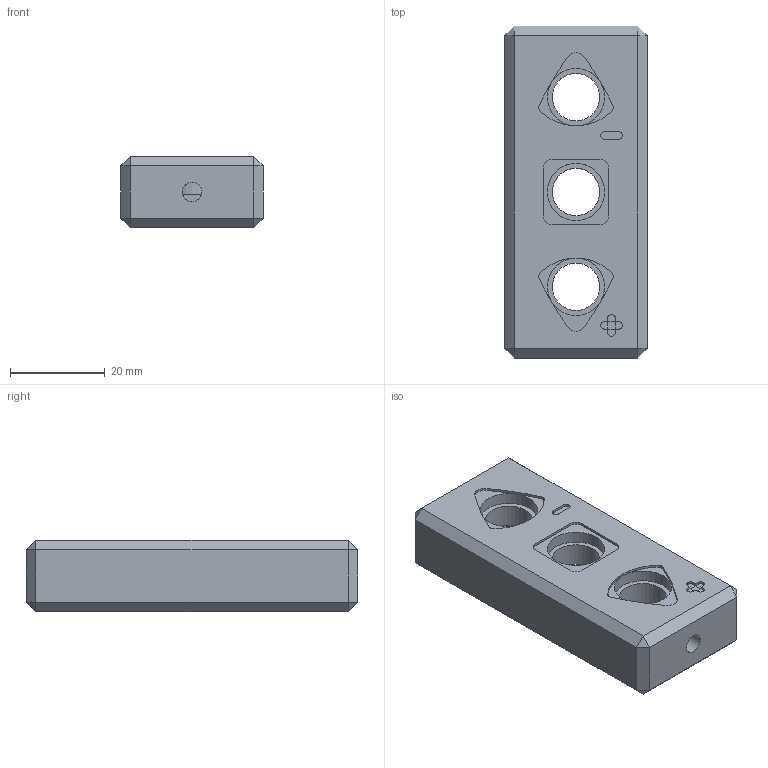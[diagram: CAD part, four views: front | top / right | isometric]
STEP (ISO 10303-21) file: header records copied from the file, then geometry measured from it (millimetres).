
FILE_DESCRIPTION(('FreeCAD Model'),'2;1');
FILE_NAME('Open CASCADE Shape Model','2024-08-08T11:00:26',(''),(''), 'Open CASCADE STEP processor 7.6','FreeCAD','Unknown');
FILE_SCHEMA(('AUTOMOTIVE_DESIGN { 1 0 10303 214 1 1 1 1 }'));
Length unit declared in the file: millimetre
Products named in the file (1): elevator_remote_top
Bounding box: 30 x 70 x 15 mm (x, y, z)
Volume: 14337.4 mm3; surface area: 9383.5 mm2
Topology: 1 solids, 1 shells, 108 faces, 247 edges, 150 vertices
Faces by surface type: plane 64, cylinder 44
Full cylindrical faces by diameter (mm): 4.1 x1, 10 x3, 12.1 x3, 14 x3
Entity records: 3051 total; most frequent: DIRECTION 553, CARTESIAN_POINT 506, ORIENTED_EDGE 494, EDGE_CURVE 247, AXIS2_PLACEMENT_3D 197, LINE 159, VECTOR 159, VERTEX_POINT 150
